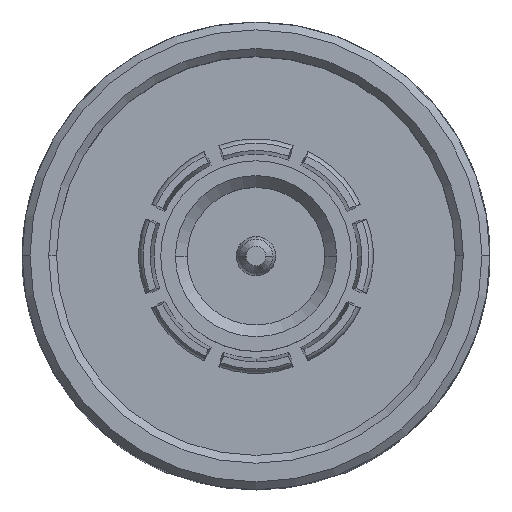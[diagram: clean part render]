
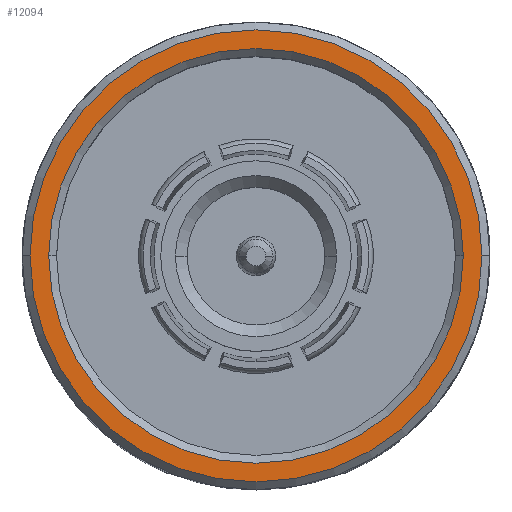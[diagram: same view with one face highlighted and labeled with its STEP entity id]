
A CAD part, top view. The second image highlights one B-rep face of the part: STEP entity #12094.
In plain terms, the highlighted planar face has unit normal (0, 0, 1).
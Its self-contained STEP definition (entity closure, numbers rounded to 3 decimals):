
#738 = EDGE_CURVE ( 'NONE', #17700, #17801, #12543, .T. ) ;
#760 = DIRECTION ( 'NONE',  ( 1., 0., 0. ) ) ;
#957 = CARTESIAN_POINT ( 'NONE',  ( 0., 0., 5.35 ) ) ;
#1672 = PLANE ( 'NONE',  #5768 ) ;
#1732 = DIRECTION ( 'NONE',  ( 0., 0., 1. ) ) ;
#2330 = DIRECTION ( 'NONE',  ( 0., 0., -1. ) ) ;
#2767 = AXIS2_PLACEMENT_3D ( 'NONE', #8093, #16682, #760 ) ;
#4503 = ORIENTED_EDGE ( 'NONE', *, *, #15744, .F. ) ;
#5768 = AXIS2_PLACEMENT_3D ( 'NONE', #6932, #2330, #14043 ) ;
#6139 = CARTESIAN_POINT ( 'NONE',  ( 0., 0., 5.35 ) ) ;
#6801 = CARTESIAN_POINT ( 'NONE',  ( 5.275, 0., 5.35 ) ) ;
#6932 = CARTESIAN_POINT ( 'NONE',  ( 0., 0., 5.35 ) ) ;
#6998 = EDGE_LOOP ( 'NONE', ( #12804, #11043 ) ) ;
#7804 = AXIS2_PLACEMENT_3D ( 'NONE', #957, #12876, #10116 ) ;
#7919 = CIRCLE ( 'NONE', #14303, 5.275 ) ;
#7954 = CIRCLE ( 'NONE', #2767, 5.75 ) ;
#8093 = CARTESIAN_POINT ( 'NONE',  ( 0., 0., 5.35 ) ) ;
#9305 = FACE_OUTER_BOUND ( 'NONE', #6998, .T. ) ;
#9337 = CIRCLE ( 'NONE', #7804, 5.75 ) ;
#9690 = EDGE_LOOP ( 'NONE', ( #15969, #4503 ) ) ;
#10116 = DIRECTION ( 'NONE',  ( 1., 0., 0. ) ) ;
#10118 = CARTESIAN_POINT ( 'NONE',  ( -5.275, 0., 5.35 ) ) ;
#11043 = ORIENTED_EDGE ( 'NONE', *, *, #13442, .T. ) ;
#12094 = ADVANCED_FACE ( 'NONE', ( #16535, #9305 ), #1672, .F. ) ;
#12543 = CIRCLE ( 'NONE', #16198, 5.275 ) ;
#12804 = ORIENTED_EDGE ( 'NONE', *, *, #16945, .T. ) ;
#12876 = DIRECTION ( 'NONE',  ( 0., 0., 1. ) ) ;
#13264 = CARTESIAN_POINT ( 'NONE',  ( -5.75, 0., 5.35 ) ) ;
#13442 = EDGE_CURVE ( 'NONE', #16965, #15667, #9337, .T. ) ;
#14043 = DIRECTION ( 'NONE',  ( -1., 0., 0. ) ) ;
#14089 = CARTESIAN_POINT ( 'NONE',  ( 5.75, 0., 5.35 ) ) ;
#14206 = CARTESIAN_POINT ( 'NONE',  ( 0., 0., 5.35 ) ) ;
#14303 = AXIS2_PLACEMENT_3D ( 'NONE', #6139, #1732, #17941 ) ;
#15667 = VERTEX_POINT ( 'NONE', #13264 ) ;
#15744 = EDGE_CURVE ( 'NONE', #17801, #17700, #7919, .T. ) ;
#15969 = ORIENTED_EDGE ( 'NONE', *, *, #738, .F. ) ;
#16198 = AXIS2_PLACEMENT_3D ( 'NONE', #14206, #18788, #17369 ) ;
#16535 = FACE_BOUND ( 'NONE', #9690, .T. ) ;
#16682 = DIRECTION ( 'NONE',  ( 0., 0., 1. ) ) ;
#16945 = EDGE_CURVE ( 'NONE', #15667, #16965, #7954, .T. ) ;
#16965 = VERTEX_POINT ( 'NONE', #14089 ) ;
#17369 = DIRECTION ( 'NONE',  ( 1., 0., 0. ) ) ;
#17700 = VERTEX_POINT ( 'NONE', #6801 ) ;
#17801 = VERTEX_POINT ( 'NONE', #10118 ) ;
#17941 = DIRECTION ( 'NONE',  ( 1., 0., 0. ) ) ;
#18788 = DIRECTION ( 'NONE',  ( 0., 0., 1. ) ) ;
